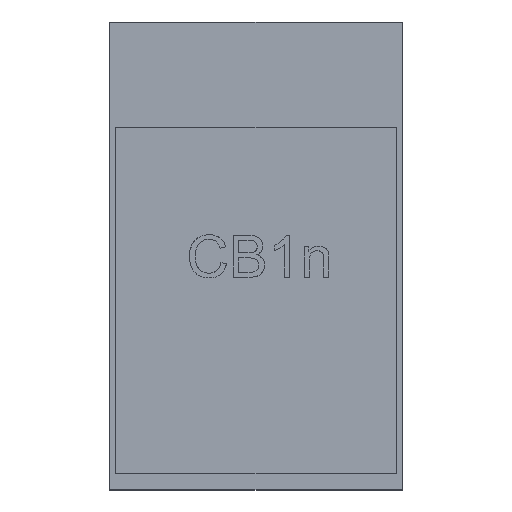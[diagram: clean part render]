
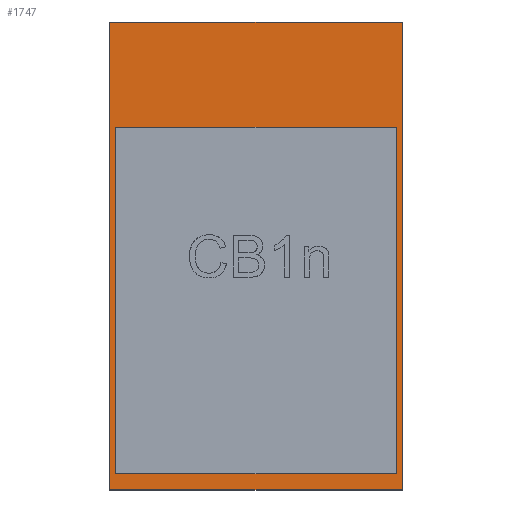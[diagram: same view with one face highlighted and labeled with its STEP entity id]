
A CAD part, top view. The second image highlights one B-rep face of the part: STEP entity #1747.
In plain terms, the highlighted planar face has unit normal (0, 0, 1).
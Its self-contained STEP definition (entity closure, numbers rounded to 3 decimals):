
#201=FACE_OUTER_BOUND('',#301,.T.);
#301=EDGE_LOOP('',(#1177,#1178,#1179,#1180));
#405=LINE('',#2148,#559);
#408=LINE('',#2154,#562);
#411=LINE('',#2160,#565);
#414=LINE('',#2164,#568);
#559=VECTOR('',#1906,10.);
#562=VECTOR('',#1911,10.);
#565=VECTOR('',#1916,10.);
#568=VECTOR('',#1921,10.);
#713=VERTEX_POINT('',#2145);
#714=VERTEX_POINT('',#2147);
#716=VERTEX_POINT('',#2153);
#718=VERTEX_POINT('',#2159);
#893=EDGE_CURVE('',#714,#713,#405,.T.);
#896=EDGE_CURVE('',#716,#714,#408,.T.);
#899=EDGE_CURVE('',#718,#716,#411,.T.);
#902=EDGE_CURVE('',#713,#718,#414,.T.);
#1177=ORIENTED_EDGE('',*,*,#902,.T.);
#1178=ORIENTED_EDGE('',*,*,#899,.T.);
#1179=ORIENTED_EDGE('',*,*,#896,.T.);
#1180=ORIENTED_EDGE('',*,*,#893,.T.);
#1705=PLANE('',#1862);
#1747=ADVANCED_FACE('',(#201),#1705,.T.);
#1862=AXIS2_PLACEMENT_3D('',#2165,#1922,#1923);
#1906=DIRECTION('',(0.,-1.,0.));
#1911=DIRECTION('',(-1.,0.,0.));
#1916=DIRECTION('',(0.,1.,0.));
#1921=DIRECTION('',(1.,0.,0.));
#1922=DIRECTION('center_axis',(0.,0.,1.));
#1923=DIRECTION('ref_axis',(1.,0.,0.));
#2145=CARTESIAN_POINT('',(-5.,-5.408,0.7));
#2147=CARTESIAN_POINT('',(-5.,10.592,0.7));
#2148=CARTESIAN_POINT('',(-5.,-5.408,0.7));
#2153=CARTESIAN_POINT('',(5.,10.592,0.7));
#2154=CARTESIAN_POINT('',(-5.,10.592,0.7));
#2159=CARTESIAN_POINT('',(5.,-5.408,0.7));
#2160=CARTESIAN_POINT('',(5.,10.592,0.7));
#2164=CARTESIAN_POINT('',(5.,-5.408,0.7));
#2165=CARTESIAN_POINT('Origin',(0.,2.592,0.7));
